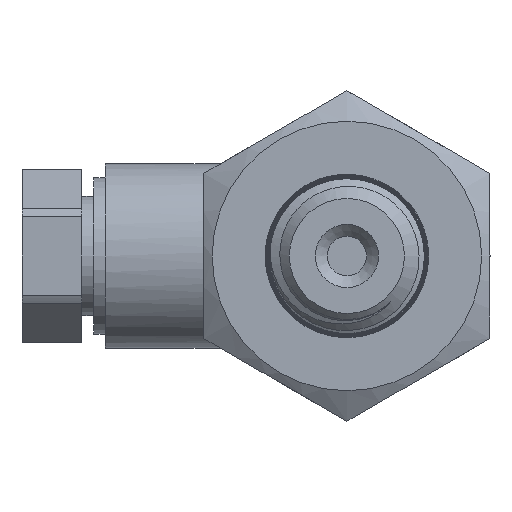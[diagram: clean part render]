
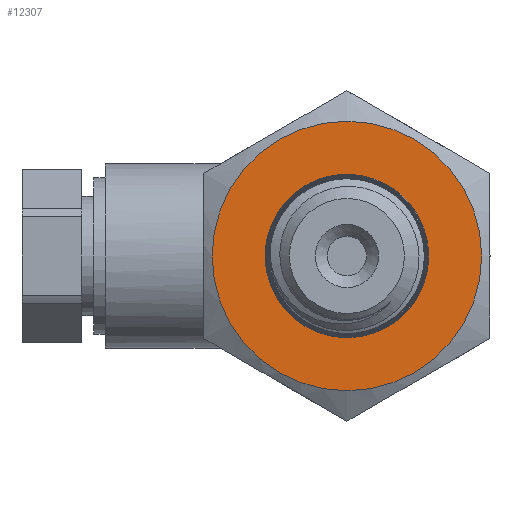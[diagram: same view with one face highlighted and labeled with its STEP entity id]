
A CAD part, left-side view. The second image highlights one B-rep face of the part: STEP entity #12307.
In plain terms, the highlighted planar face has unit normal (-1, 0, 0).
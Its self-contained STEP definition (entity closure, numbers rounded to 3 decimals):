
#122=PLANE('',#12884);
#318=FACE_BOUND('',#1890,.T.);
#1180=FACE_OUTER_BOUND('',#1889,.T.);
#1889=EDGE_LOOP('',(#10117));
#1890=EDGE_LOOP('',(#10118));
#2241=CIRCLE('',#12682,6.86);
#2338=CIRCLE('',#12875,11.3);
#5026=VERTEX_POINT('',#17052);
#5658=VERTEX_POINT('',#26072);
#6306=EDGE_CURVE('',#5026,#5026,#2241,.T.);
#7253=EDGE_CURVE('',#5658,#5658,#2338,.T.);
#10117=ORIENTED_EDGE('',*,*,#7253,.T.);
#10118=ORIENTED_EDGE('',*,*,#6306,.T.);
#12307=ADVANCED_FACE('',(#1180,#318),#122,.T.);
#12682=AXIS2_PLACEMENT_3D('',#17053,#13295,#13296);
#12875=AXIS2_PLACEMENT_3D('',#26074,#14111,#14112);
#12884=AXIS2_PLACEMENT_3D('',#26091,#14136,#14137);
#13295=DIRECTION('center_axis',(1.,0.,0.));
#13296=DIRECTION('ref_axis',(0.,0.,-1.));
#14111=DIRECTION('center_axis',(-1.,0.,0.));
#14112=DIRECTION('ref_axis',(0.,1.,0.));
#14136=DIRECTION('center_axis',(-1.,0.,0.));
#14137=DIRECTION('ref_axis',(0.,0.,1.));
#17052=CARTESIAN_POINT('',(14.,-6.86,0.));
#17053=CARTESIAN_POINT('Origin',(14.,0.,0.));
#26072=CARTESIAN_POINT('',(14.,-11.3,0.));
#26074=CARTESIAN_POINT('Origin',(14.,0.,0.));
#26091=CARTESIAN_POINT('Origin',(14.,12.,0.));
